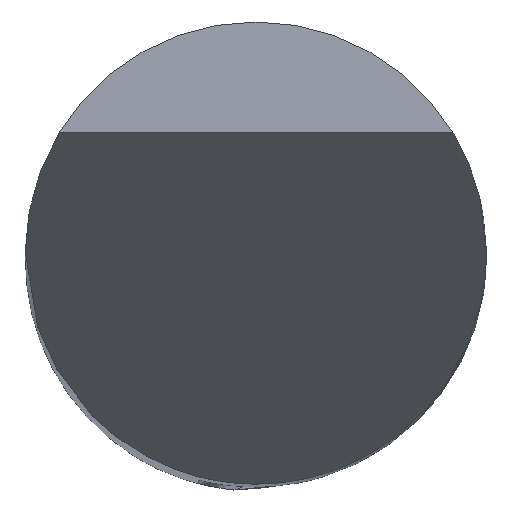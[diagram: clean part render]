
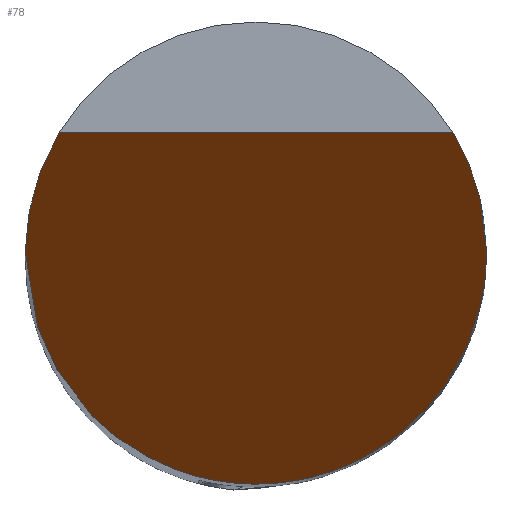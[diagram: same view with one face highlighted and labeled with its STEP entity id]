
A CAD part, top view. The second image highlights one B-rep face of the part: STEP entity #78.
In plain terms, the highlighted planar face has unit normal (0, -0.866, 0.5).
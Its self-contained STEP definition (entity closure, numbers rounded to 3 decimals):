
#78=ADVANCED_FACE('',(#119),#100,.T.);
#100=PLANE('',#555);
#119=FACE_OUTER_BOUND('',#146,.T.);
#146=EDGE_LOOP('',(#224,#225,#226,#227));
#224=ORIENTED_EDGE('',*,*,#384,.T.);
#225=ORIENTED_EDGE('',*,*,#385,.T.);
#226=ORIENTED_EDGE('',*,*,#386,.T.);
#227=ORIENTED_EDGE('',*,*,#387,.T.);
#331=VERTEX_POINT('',#884);
#332=VERTEX_POINT('',#885);
#333=VERTEX_POINT('',#892);
#334=VERTEX_POINT('',#897);
#384=EDGE_CURVE('',#331,#332,#429,.T.);
#385=EDGE_CURVE('',#332,#333,#486,.T.);
#386=EDGE_CURVE('',#333,#334,#487,.T.);
#387=EDGE_CURVE('',#334,#331,#488,.T.);
#429=LINE('',#886,#456);
#456=VECTOR('',#628,1.);
#486=(
BOUNDED_CURVE()
B_SPLINE_CURVE(3,(#888,#889,#890,#891),.UNSPECIFIED.,.F.,.F.)
B_SPLINE_CURVE_WITH_KNOTS((4,4),(0.,1.),.UNSPECIFIED.)
CURVE()
GEOMETRIC_REPRESENTATION_ITEM()
RATIONAL_B_SPLINE_CURVE((1.,0.975,0.975,1.))
REPRESENTATION_ITEM('')
);
#487=(
BOUNDED_CURVE()
B_SPLINE_CURVE(3,(#893,#894,#895,#896),.UNSPECIFIED.,.F.,.F.)
B_SPLINE_CURVE_WITH_KNOTS((4,4),(0.,1.),.UNSPECIFIED.)
CURVE()
GEOMETRIC_REPRESENTATION_ITEM()
RATIONAL_B_SPLINE_CURVE((1.,0.333,0.333,1.))
REPRESENTATION_ITEM('')
);
#488=(
BOUNDED_CURVE()
B_SPLINE_CURVE(3,(#898,#899,#900,#901),.UNSPECIFIED.,.F.,.F.)
B_SPLINE_CURVE_WITH_KNOTS((4,4),(0.,1.),.UNSPECIFIED.)
CURVE()
GEOMETRIC_REPRESENTATION_ITEM()
RATIONAL_B_SPLINE_CURVE((1.,0.975,0.975,1.))
REPRESENTATION_ITEM('')
);
#555=AXIS2_PLACEMENT_3D('',#902,#631,#632);
#628=DIRECTION('',(-1.,0.,0.));
#631=DIRECTION('',(0.,-0.866,0.5));
#632=DIRECTION('',(0.,0.5,0.866));
#884=CARTESIAN_POINT('',(2.136,1.299,2.25));
#885=CARTESIAN_POINT('',(-2.136,1.299,2.25));
#886=CARTESIAN_POINT('',(-69.962,1.299,2.25));
#888=CARTESIAN_POINT('',(-2.136,1.299,2.25));
#889=CARTESIAN_POINT('',(-2.376,0.905,1.568));
#890=CARTESIAN_POINT('',(-2.5,0.461,0.799));
#891=CARTESIAN_POINT('',(-2.5,0.,0.));
#892=CARTESIAN_POINT('',(-2.5,0.,0.));
#893=CARTESIAN_POINT('',(-2.5,0.,0.));
#894=CARTESIAN_POINT('',(-2.5,-5.,-8.66));
#895=CARTESIAN_POINT('',(2.5,-5.,-8.66));
#896=CARTESIAN_POINT('',(2.5,0.,0.));
#897=CARTESIAN_POINT('',(2.5,0.,0.));
#898=CARTESIAN_POINT('',(2.5,0.,0.));
#899=CARTESIAN_POINT('',(2.5,0.461,0.799));
#900=CARTESIAN_POINT('',(2.376,0.905,1.568));
#901=CARTESIAN_POINT('',(2.136,1.299,2.25));
#902=CARTESIAN_POINT('',(-69.962,4.054,7.021));
